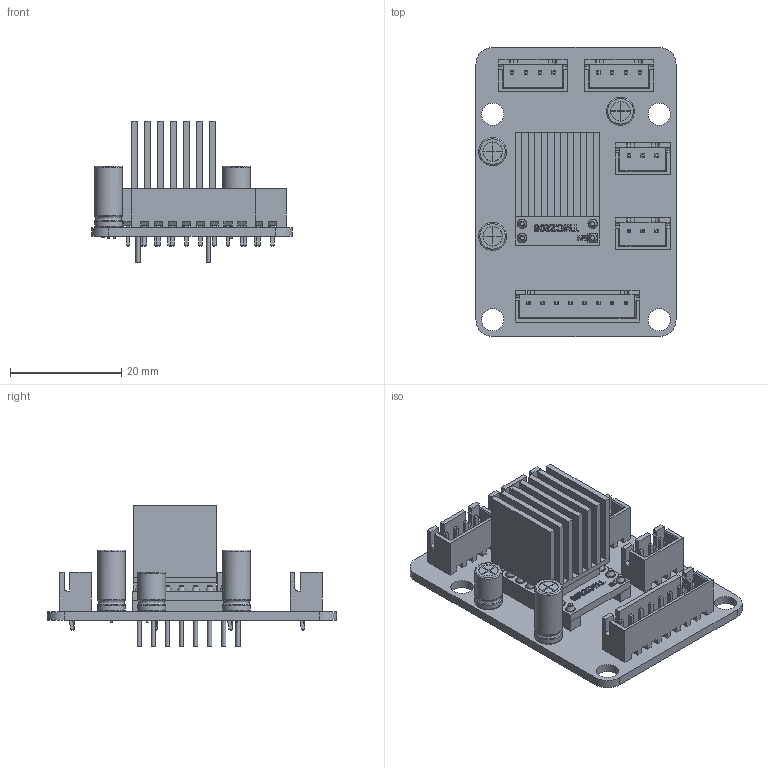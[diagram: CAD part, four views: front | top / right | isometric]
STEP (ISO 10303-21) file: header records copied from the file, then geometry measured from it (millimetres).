
FILE_DESCRIPTION(('KiCad electronic assembly'),'2;1');
FILE_NAME('Motor Breakout.step','2025-07-16T22:20:46',('Pcbnew'),( 'Kicad'),'Open CASCADE STEP processor 7.7','KiCad to STEP converter' ,'Unknown');
FILE_SCHEMA(('AUTOMOTIVE_DESIGN { 1 0 10303 214 1 1 1 1 }'));
Length unit declared in the file: millimetre
Products named in the file (14): Motor Breakout 1; JST_XH_B4B-XH-A_1x04_P2.50mm_Vertical; JST_B4B_XH_A; C_Radial_D5.0mm_H11.0mm_P2.00mm; C_Radial_D50mm_H110mm_P200mm; JST_XH_B3B-XH-A_1x03_P2.50mm_Vertical; JST_B3B_XH_A; C_Radial_D4.0mm_H7.0mm_P1.50mm; C_Radial_D40mm_H70mm_P150mm; JST_XH_B8B-XH-A_1x08_P2.50mm_Vertical; JST_B8B_XH_A; TMC2208_3d; _0231120_TMC_Heatsink; _autosave-Motor Breakout_PCB
Assembly tree (16 placements, depth 3):
  Motor Breakout 1
    JST_XH_B4B-XH-A_1x04_P2.50mm_Vertical  x2
      JST_B4B_XH_A
    C_Radial_D5.0mm_H11.0mm_P2.00mm  x2
      C_Radial_D50mm_H110mm_P200mm
    JST_XH_B3B-XH-A_1x03_P2.50mm_Vertical  x2
      JST_B3B_XH_A
    C_Radial_D4.0mm_H7.0mm_P1.50mm
      C_Radial_D40mm_H70mm_P150mm
    JST_XH_B8B-XH-A_1x08_P2.50mm_Vertical
      JST_B8B_XH_A
    TMC2208_3d
      _0231120_TMC_Heatsink
    _autosave-Motor Breakout_PCB
Bounding box: 36 x 52 x 25.5 mm (x, y, z)
Volume: 7322.7 mm3; surface area: 13410.7 mm2
Topology: 79 solids, 82 shells, 1713 faces, 4325 edges, 2812 vertices
Faces by surface type: plane 1111, extrusion 412, cylinder 143, cone 32, revolution 6, bspline 6, torus 3
Full cylindrical faces by diameter (mm): 0.3 x2, 0.4 x4, 0.6 x2, 0.75 x16, 0.8 x20, 0.95 x22, 1 x15, 1.7 x15, 3.5 x9, 5 x6
Entity records: 47772 total; most frequent: CARTESIAN_POINT 10089, ORIENTED_EDGE 7154, DIRECTION 5507, EDGE_CURVE 3565, VECTOR 2827, LINE 2415, VERTEX_POINT 2332, FACE_BOUND 1607
